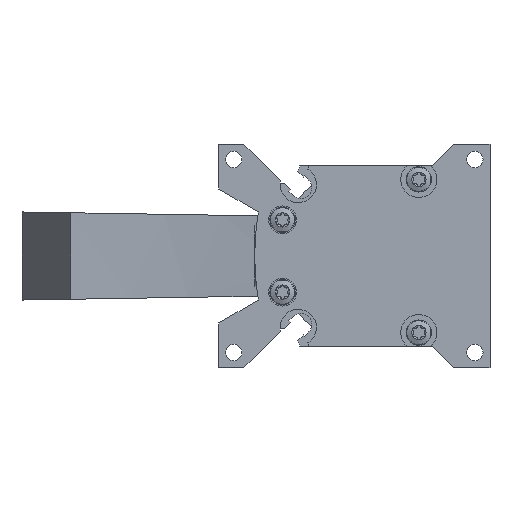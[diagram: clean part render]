
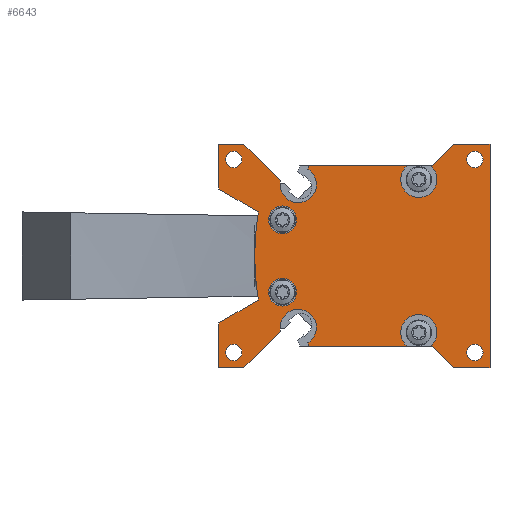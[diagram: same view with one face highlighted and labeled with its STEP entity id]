
A CAD part, front view. The second image highlights one B-rep face of the part: STEP entity #6643.
In plain terms, the highlighted planar face has unit normal (0, -1, 0).
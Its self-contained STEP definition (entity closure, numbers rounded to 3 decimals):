
#74=PLANE('',#7803);
#316=LINE('',#10777,#895);
#320=LINE('',#10785,#899);
#324=LINE('',#10794,#903);
#328=LINE('',#10802,#907);
#332=LINE('',#10821,#911);
#336=LINE('',#10830,#915);
#339=LINE('',#10836,#918);
#343=LINE('',#10851,#922);
#346=LINE('',#10857,#925);
#372=LINE('',#10931,#951);
#375=LINE('',#10937,#954);
#378=LINE('',#10943,#957);
#382=LINE('',#10958,#961);
#385=LINE('',#10964,#964);
#388=LINE('',#10970,#967);
#391=LINE('',#10976,#970);
#393=LINE('',#10999,#972);
#895=VECTOR('',#8505,1000.);
#899=VECTOR('',#8509,1000.);
#903=VECTOR('',#8515,1000.);
#907=VECTOR('',#8519,1000.);
#911=VECTOR('',#8531,1000.);
#915=VECTOR('',#8537,1000.);
#918=VECTOR('',#8542,1000.);
#922=VECTOR('',#8560,1000.);
#925=VECTOR('',#8565,1000.);
#951=VECTOR('',#8615,1000.);
#954=VECTOR('',#8620,1000.);
#957=VECTOR('',#8625,1000.);
#961=VECTOR('',#8643,1000.);
#964=VECTOR('',#8648,1000.);
#967=VECTOR('',#8653,1000.);
#970=VECTOR('',#8658,1000.);
#972=VECTOR('',#8686,1000.);
#1468=CIRCLE('',#7701,45.);
#1493=CIRCLE('',#7751,45.);
#1495=CIRCLE('',#7757,3.009);
#1497=CIRCLE('',#7760,39.);
#1510=CIRCLE('',#7779,39.);
#1512=CIRCLE('',#7782,3.009);
#1515=CIRCLE('',#7790,1.35);
#1517=CIRCLE('',#7793,1.35);
#1519=CIRCLE('',#7796,1.35);
#1521=CIRCLE('',#7799,1.35);
#1523=CIRCLE('',#7804,2.3);
#1524=CIRCLE('',#7805,2.3);
#1525=CIRCLE('',#7806,3.);
#1526=CIRCLE('',#7807,3.);
#2012=ORIENTED_EDGE('',*,*,#3947,.F.);
#2013=ORIENTED_EDGE('',*,*,#3948,.F.);
#2014=ORIENTED_EDGE('',*,*,#3837,.F.);
#2015=ORIENTED_EDGE('',*,*,#3949,.F.);
#2016=ORIENTED_EDGE('',*,*,#3841,.F.);
#2017=ORIENTED_EDGE('',*,*,#3869,.F.);
#2018=ORIENTED_EDGE('',*,*,#3866,.T.);
#2019=ORIENTED_EDGE('',*,*,#3863,.F.);
#2020=ORIENTED_EDGE('',*,*,#3860,.F.);
#2021=ORIENTED_EDGE('',*,*,#3856,.F.);
#2022=ORIENTED_EDGE('',*,*,#3944,.F.);
#2023=ORIENTED_EDGE('',*,*,#3853,.F.);
#2024=ORIENTED_EDGE('',*,*,#3744,.F.);
#2025=ORIENTED_EDGE('',*,*,#3934,.F.);
#2026=ORIENTED_EDGE('',*,*,#3931,.F.);
#2027=ORIENTED_EDGE('',*,*,#3928,.F.);
#2028=ORIENTED_EDGE('',*,*,#3925,.F.);
#2029=ORIENTED_EDGE('',*,*,#3922,.T.);
#2030=ORIENTED_EDGE('',*,*,#3919,.F.);
#2031=ORIENTED_EDGE('',*,*,#3845,.F.);
#2032=ORIENTED_EDGE('',*,*,#3950,.F.);
#2033=ORIENTED_EDGE('',*,*,#3849,.F.);
#2034=ORIENTED_EDGE('',*,*,#3917,.F.);
#2035=ORIENTED_EDGE('',*,*,#3914,.F.);
#2036=ORIENTED_EDGE('',*,*,#3911,.F.);
#2037=ORIENTED_EDGE('',*,*,#3874,.F.);
#2038=ORIENTED_EDGE('',*,*,#3871,.F.);
#2039=ORIENTED_EDGE('',*,*,#3943,.T.);
#2040=ORIENTED_EDGE('',*,*,#3941,.T.);
#2041=ORIENTED_EDGE('',*,*,#3939,.T.);
#2042=ORIENTED_EDGE('',*,*,#3937,.T.);
#3744=EDGE_CURVE('',#4734,#4732,#1468,.T.);
#3837=EDGE_CURVE('',#4810,#4812,#316,.T.);
#3841=EDGE_CURVE('',#4815,#4816,#320,.T.);
#3845=EDGE_CURVE('',#4818,#4820,#324,.T.);
#3849=EDGE_CURVE('',#4823,#4824,#328,.T.);
#3853=EDGE_CURVE('',#4732,#4826,#1493,.T.);
#3856=EDGE_CURVE('',#4828,#4829,#332,.T.);
#3860=EDGE_CURVE('',#4829,#4832,#336,.T.);
#3863=EDGE_CURVE('',#4832,#4834,#339,.T.);
#3866=EDGE_CURVE('',#4836,#4834,#1495,.T.);
#3869=EDGE_CURVE('',#4836,#4815,#1497,.T.);
#3871=EDGE_CURVE('',#4812,#4838,#343,.T.);
#3874=EDGE_CURVE('',#4838,#4840,#346,.T.);
#3911=EDGE_CURVE('',#4840,#4876,#372,.T.);
#3914=EDGE_CURVE('',#4876,#4878,#375,.T.);
#3917=EDGE_CURVE('',#4878,#4823,#378,.T.);
#3919=EDGE_CURVE('',#4820,#4880,#1510,.T.);
#3922=EDGE_CURVE('',#4882,#4880,#1512,.T.);
#3925=EDGE_CURVE('',#4882,#4884,#382,.T.);
#3928=EDGE_CURVE('',#4884,#4886,#385,.T.);
#3931=EDGE_CURVE('',#4886,#4888,#388,.T.);
#3934=EDGE_CURVE('',#4888,#4734,#391,.T.);
#3937=EDGE_CURVE('',#4891,#4891,#1515,.T.);
#3939=EDGE_CURVE('',#4893,#4893,#1517,.T.);
#3941=EDGE_CURVE('',#4895,#4895,#1519,.T.);
#3943=EDGE_CURVE('',#4897,#4897,#1521,.T.);
#3944=EDGE_CURVE('',#4826,#4828,#393,.T.);
#3947=EDGE_CURVE('',#4899,#4899,#1523,.T.);
#3948=EDGE_CURVE('',#4900,#4900,#1524,.T.);
#3949=EDGE_CURVE('',#4816,#4810,#1525,.F.);
#3950=EDGE_CURVE('',#4824,#4818,#1526,.F.);
#4732=VERTEX_POINT('',#10381);
#4734=VERTEX_POINT('',#10385);
#4810=VERTEX_POINT('',#10775);
#4812=VERTEX_POINT('',#10778);
#4815=VERTEX_POINT('',#10784);
#4816=VERTEX_POINT('',#10786);
#4818=VERTEX_POINT('',#10792);
#4820=VERTEX_POINT('',#10795);
#4823=VERTEX_POINT('',#10801);
#4824=VERTEX_POINT('',#10803);
#4826=VERTEX_POINT('',#10816);
#4828=VERTEX_POINT('',#10822);
#4829=VERTEX_POINT('',#10823);
#4832=VERTEX_POINT('',#10831);
#4834=VERTEX_POINT('',#10837);
#4836=VERTEX_POINT('',#10843);
#4838=VERTEX_POINT('',#10852);
#4840=VERTEX_POINT('',#10858);
#4876=VERTEX_POINT('',#10932);
#4878=VERTEX_POINT('',#10938);
#4880=VERTEX_POINT('',#10947);
#4882=VERTEX_POINT('',#10953);
#4884=VERTEX_POINT('',#10959);
#4886=VERTEX_POINT('',#10965);
#4888=VERTEX_POINT('',#10971);
#4891=VERTEX_POINT('',#10982);
#4893=VERTEX_POINT('',#10987);
#4895=VERTEX_POINT('',#10992);
#4897=VERTEX_POINT('',#10997);
#4899=VERTEX_POINT('',#11006);
#4900=VERTEX_POINT('',#11008);
#5573=EDGE_LOOP('',(#2012));
#5574=EDGE_LOOP('',(#2013));
#5575=EDGE_LOOP('',(#2014,#2015,#2016,#2017,#2018,#2019,#2020,#2021,#2022,
#2023,#2024,#2025,#2026,#2027,#2028,#2029,#2030,#2031,#2032,#2033,#2034,
#2035,#2036,#2037,#2038));
#5576=EDGE_LOOP('',(#2039));
#5577=EDGE_LOOP('',(#2040));
#5578=EDGE_LOOP('',(#2041));
#5579=EDGE_LOOP('',(#2042));
#6050=FACE_BOUND('',#5573,.T.);
#6051=FACE_BOUND('',#5574,.T.);
#6052=FACE_BOUND('',#5575,.T.);
#6053=FACE_BOUND('',#5576,.T.);
#6054=FACE_BOUND('',#5577,.T.);
#6055=FACE_BOUND('',#5578,.T.);
#6056=FACE_BOUND('',#5579,.T.);
#6643=ADVANCED_FACE('',(#6050,#6051,#6052,#6053,#6054,#6055,#6056),#74,
 .F.);
#7701=AXIS2_PLACEMENT_3D('',#10386,#8403,#8404);
#7751=AXIS2_PLACEMENT_3D('',#10815,#8524,#8525);
#7757=AXIS2_PLACEMENT_3D('',#10842,#8547,#8548);
#7760=AXIS2_PLACEMENT_3D('',#10848,#8554,#8555);
#7779=AXIS2_PLACEMENT_3D('',#10946,#8629,#8630);
#7782=AXIS2_PLACEMENT_3D('',#10952,#8636,#8637);
#7790=AXIS2_PLACEMENT_3D('',#10981,#8664,#8665);
#7793=AXIS2_PLACEMENT_3D('',#10986,#8670,#8671);
#7796=AXIS2_PLACEMENT_3D('',#10991,#8676,#8677);
#7799=AXIS2_PLACEMENT_3D('',#10996,#8682,#8683);
#7803=AXIS2_PLACEMENT_3D('',#11004,#8692,#8693);
#7804=AXIS2_PLACEMENT_3D('',#11005,#8694,#8695);
#7805=AXIS2_PLACEMENT_3D('',#11007,#8696,#8697);
#7806=AXIS2_PLACEMENT_3D('',#11009,#8698,#8699);
#7807=AXIS2_PLACEMENT_3D('',#11010,#8700,#8701);
#8403=DIRECTION('',(0.,1.,0.));
#8404=DIRECTION('',(1.,0.,0.));
#8505=DIRECTION('',(1.,0.,0.));
#8509=DIRECTION('',(1.,0.,0.));
#8515=DIRECTION('',(-1.,0.,0.));
#8519=DIRECTION('',(-1.,0.,0.));
#8524=DIRECTION('',(0.,1.,0.));
#8525=DIRECTION('',(1.,0.,0.));
#8531=DIRECTION('',(0.,0.,1.));
#8537=DIRECTION('',(1.,0.,0.));
#8542=DIRECTION('',(0.707,0.,-0.707));
#8547=DIRECTION('',(0.,1.,0.));
#8548=DIRECTION('',(1.,0.,0.));
#8554=DIRECTION('',(0.,1.,0.));
#8555=DIRECTION('',(1.,0.,0.));
#8560=DIRECTION('',(0.707,0.,0.707));
#8565=DIRECTION('',(1.,0.,0.));
#8615=DIRECTION('',(0.,0.,-1.));
#8620=DIRECTION('',(-1.,0.,0.));
#8625=DIRECTION('',(-0.707,0.,0.707));
#8629=DIRECTION('',(0.,1.,0.));
#8630=DIRECTION('',(1.,0.,0.));
#8636=DIRECTION('',(0.,1.,0.));
#8637=DIRECTION('',(1.,0.,0.));
#8643=DIRECTION('',(-0.707,0.,-0.707));
#8648=DIRECTION('',(-1.,0.,0.));
#8653=DIRECTION('',(0.,0.,1.));
#8658=DIRECTION('',(0.866,0.,0.5));
#8664=DIRECTION('',(0.,1.,0.));
#8665=DIRECTION('',(1.,0.,0.));
#8670=DIRECTION('',(0.,1.,0.));
#8671=DIRECTION('',(1.,0.,0.));
#8676=DIRECTION('',(0.,1.,0.));
#8677=DIRECTION('',(1.,0.,0.));
#8682=DIRECTION('',(0.,1.,0.));
#8683=DIRECTION('',(1.,0.,0.));
#8686=DIRECTION('',(-0.866,0.,0.5));
#8692=DIRECTION('',(0.,1.,0.));
#8693=DIRECTION('',(0.,0.,1.));
#8694=DIRECTION('',(0.,-1.,0.));
#8695=DIRECTION('',(0.,0.,-1.));
#8696=DIRECTION('',(0.,-1.,0.));
#8697=DIRECTION('',(0.,0.,-1.));
#8698=DIRECTION('',(0.,1.,0.));
#8699=DIRECTION('',(0.,0.,1.));
#8700=DIRECTION('',(0.,1.,0.));
#8701=DIRECTION('',(0.,0.,1.));
#10381=CARTESIAN_POINT('',(-19.,0.,0.));
#10385=CARTESIAN_POINT('',(-18.404,0.,-7.3));
#10386=CARTESIAN_POINT('',(26.,0.,0.));
#10775=CARTESIAN_POINT('',(10.126,0.,15.));
#10777=CARTESIAN_POINT('',(-10.,0.,15.));
#10778=CARTESIAN_POINT('',(10.5,0.,15.));
#10784=CARTESIAN_POINT('',(-10.,0.,15.));
#10785=CARTESIAN_POINT('',(-10.,0.,15.));
#10786=CARTESIAN_POINT('',(6.274,0.,15.));
#10792=CARTESIAN_POINT('',(6.274,0.,-15.));
#10794=CARTESIAN_POINT('',(10.5,0.,-15.));
#10795=CARTESIAN_POINT('',(-10.,0.,-15.));
#10801=CARTESIAN_POINT('',(10.5,0.,-15.));
#10802=CARTESIAN_POINT('',(10.5,0.,-15.));
#10803=CARTESIAN_POINT('',(10.126,0.,-15.));
#10815=CARTESIAN_POINT('',(26.,0.,0.));
#10816=CARTESIAN_POINT('',(-18.404,0.,7.3));
#10821=CARTESIAN_POINT('',(-25.,0.,11.108));
#10822=CARTESIAN_POINT('',(-25.,0.,11.108));
#10823=CARTESIAN_POINT('',(-25.,0.,18.5));
#10830=CARTESIAN_POINT('',(-25.,0.,18.5));
#10831=CARTESIAN_POINT('',(-20.8,0.,18.5));
#10836=CARTESIAN_POINT('',(-20.8,0.,18.5));
#10837=CARTESIAN_POINT('',(-14.749,0.,12.449));
#10842=CARTESIAN_POINT('',(-11.8,0.,11.85));
#10843=CARTESIAN_POINT('',(-10.236,0.,14.421));
#10848=CARTESIAN_POINT('',(26.,0.,0.));
#10851=CARTESIAN_POINT('',(10.5,0.,15.));
#10852=CARTESIAN_POINT('',(14.,0.,18.5));
#10857=CARTESIAN_POINT('',(14.,0.,18.5));
#10858=CARTESIAN_POINT('',(20.,0.,18.5));
#10931=CARTESIAN_POINT('',(20.,0.,18.5));
#10932=CARTESIAN_POINT('',(20.,0.,-18.5));
#10937=CARTESIAN_POINT('',(20.,0.,-18.5));
#10938=CARTESIAN_POINT('',(14.,0.,-18.5));
#10943=CARTESIAN_POINT('',(14.,0.,-18.5));
#10946=CARTESIAN_POINT('',(26.,0.,0.));
#10947=CARTESIAN_POINT('',(-10.236,0.,-14.421));
#10952=CARTESIAN_POINT('',(-11.8,0.,-11.85));
#10953=CARTESIAN_POINT('',(-14.749,0.,-12.449));
#10958=CARTESIAN_POINT('',(-14.749,0.,-12.449));
#10959=CARTESIAN_POINT('',(-20.8,0.,-18.5));
#10964=CARTESIAN_POINT('',(-20.8,0.,-18.5));
#10965=CARTESIAN_POINT('',(-25.,0.,-18.5));
#10970=CARTESIAN_POINT('',(-25.,0.,-18.5));
#10971=CARTESIAN_POINT('',(-25.,0.,-11.108));
#10976=CARTESIAN_POINT('',(-25.,0.,-11.108));
#10981=CARTESIAN_POINT('',(17.5,0.,-16.));
#10982=CARTESIAN_POINT('',(18.85,0.,-16.));
#10986=CARTESIAN_POINT('',(17.5,0.,16.));
#10987=CARTESIAN_POINT('',(18.85,0.,16.));
#10991=CARTESIAN_POINT('',(-22.5,0.,-16.));
#10992=CARTESIAN_POINT('',(-21.15,0.,-16.));
#10996=CARTESIAN_POINT('',(-22.5,0.,16.));
#10997=CARTESIAN_POINT('',(-21.15,0.,16.));
#10999=CARTESIAN_POINT('',(-18.404,0.,7.3));
#11004=CARTESIAN_POINT('',(-11.8,0.,11.85));
#11005=CARTESIAN_POINT('',(-14.4,0.,6.));
#11006=CARTESIAN_POINT('',(-14.4,0.,3.7));
#11007=CARTESIAN_POINT('',(-14.4,0.,-6.));
#11008=CARTESIAN_POINT('',(-14.4,0.,-8.3));
#11009=CARTESIAN_POINT('',(8.2,0.,12.7));
#11010=CARTESIAN_POINT('',(8.2,0.,-12.7));
